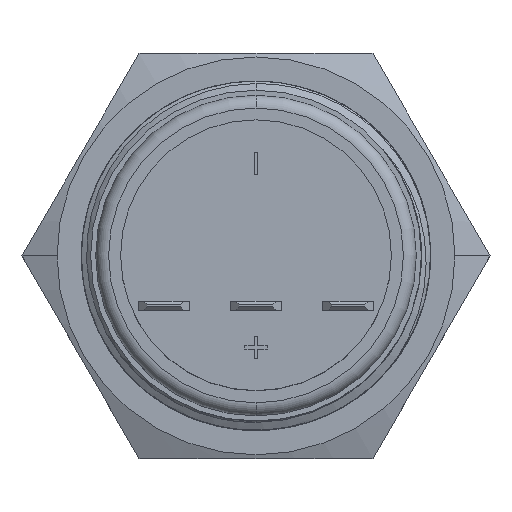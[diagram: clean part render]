
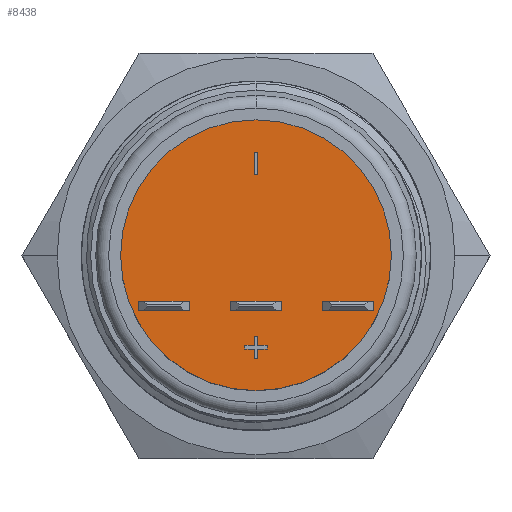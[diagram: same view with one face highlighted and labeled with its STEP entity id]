
A CAD part, top view. The second image highlights one B-rep face of the part: STEP entity #8438.
In plain terms, the highlighted planar face has unit normal (0, 0, 1).
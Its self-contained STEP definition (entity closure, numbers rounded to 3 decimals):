
#2=CARTESIAN_POINT('',(0.,0.,0.));
#3=DIRECTION('',(0.,0.,1.));
#4=DIRECTION('',(0.,1.,0.));
#5=AXIS2_PLACEMENT_3D('',#2,#3,#4);
#15=CARTESIAN_POINT('',(0.,0.,0.));
#16=DIRECTION('',(0.,0.,-1.));
#17=DIRECTION('',(0.,1.,0.));
#18=AXIS2_PLACEMENT_3D('',#15,#16,#17);
#4291=DIRECTION('',(0.,-1.,0.));
#4292=VECTOR('',#4291,1.2);
#4293=CARTESIAN_POINT('',(-0.1,5.6,0.));
#4294=LINE('',#4293,#4292);
#4295=DIRECTION('',(1.,0.,0.));
#4296=VECTOR('',#4295,0.2);
#4297=CARTESIAN_POINT('',(-0.1,4.4,0.));
#4298=LINE('',#4297,#4296);
#4299=DIRECTION('',(0.,1.,0.));
#4300=VECTOR('',#4299,1.2);
#4301=CARTESIAN_POINT('',(0.1,4.4,0.));
#4302=LINE('',#4301,#4300);
#4303=DIRECTION('',(-1.,0.,0.));
#4304=VECTOR('',#4303,0.2);
#4305=CARTESIAN_POINT('',(0.1,5.6,0.));
#4306=LINE('',#4305,#4304);
#4307=DIRECTION('',(0.,-1.,0.));
#4308=VECTOR('',#4307,0.5);
#4309=CARTESIAN_POINT('',(-0.1,-5.1,0.));
#4310=LINE('',#4309,#4308);
#4311=DIRECTION('',(1.,0.,0.));
#4312=VECTOR('',#4311,0.2);
#4313=CARTESIAN_POINT('',(-0.1,-5.6,0.));
#4314=LINE('',#4313,#4312);
#4315=DIRECTION('',(0.,1.,0.));
#4316=VECTOR('',#4315,0.5);
#4317=CARTESIAN_POINT('',(0.1,-5.6,0.));
#4318=LINE('',#4317,#4316);
#4319=DIRECTION('',(1.,0.,0.));
#4320=VECTOR('',#4319,0.5);
#4321=CARTESIAN_POINT('',(0.1,-5.1,0.));
#4322=LINE('',#4321,#4320);
#4323=DIRECTION('',(0.,1.,0.));
#4324=VECTOR('',#4323,0.2);
#4325=CARTESIAN_POINT('',(0.6,-5.1,0.));
#4326=LINE('',#4325,#4324);
#4327=DIRECTION('',(-1.,0.,0.));
#4328=VECTOR('',#4327,0.5);
#4329=CARTESIAN_POINT('',(0.6,-4.9,0.));
#4330=LINE('',#4329,#4328);
#4331=DIRECTION('',(0.,1.,0.));
#4332=VECTOR('',#4331,0.5);
#4333=CARTESIAN_POINT('',(0.1,-4.9,0.));
#4334=LINE('',#4333,#4332);
#4335=DIRECTION('',(-1.,0.,0.));
#4336=VECTOR('',#4335,0.2);
#4337=CARTESIAN_POINT('',(0.1,-4.4,0.));
#4338=LINE('',#4337,#4336);
#4339=DIRECTION('',(0.,-1.,0.));
#4340=VECTOR('',#4339,0.5);
#4341=CARTESIAN_POINT('',(-0.1,-4.4,0.));
#4342=LINE('',#4341,#4340);
#4343=DIRECTION('',(-1.,0.,0.));
#4344=VECTOR('',#4343,0.5);
#4345=CARTESIAN_POINT('',(-0.1,-4.9,0.));
#4346=LINE('',#4345,#4344);
#4347=DIRECTION('',(0.,-1.,0.));
#4348=VECTOR('',#4347,0.2);
#4349=CARTESIAN_POINT('',(-0.6,-4.9,0.));
#4350=LINE('',#4349,#4348);
#4351=DIRECTION('',(1.,0.,0.));
#4352=VECTOR('',#4351,0.5);
#4353=CARTESIAN_POINT('',(-0.6,-5.1,0.));
#4354=LINE('',#4353,#4352);
#4355=DIRECTION('',(1.,0.,0.));
#4356=VECTOR('',#4355,2.8);
#4357=CARTESIAN_POINT('',(-6.4,-3.,0.));
#4358=LINE('',#4357,#4356);
#4359=DIRECTION('',(0.,1.,0.));
#4360=VECTOR('',#4359,0.5);
#4361=CARTESIAN_POINT('',(-3.6,-3.,0.));
#4362=LINE('',#4361,#4360);
#4363=DIRECTION('',(-1.,0.,0.));
#4364=VECTOR('',#4363,2.8);
#4365=CARTESIAN_POINT('',(-3.6,-2.5,0.));
#4366=LINE('',#4365,#4364);
#4367=DIRECTION('',(0.,-1.,0.));
#4368=VECTOR('',#4367,0.5);
#4369=CARTESIAN_POINT('',(-6.4,-2.5,0.));
#4370=LINE('',#4369,#4368);
#4371=DIRECTION('',(0.,-1.,0.));
#4372=VECTOR('',#4371,0.5);
#4373=CARTESIAN_POINT('',(-1.4,-2.5,0.));
#4374=LINE('',#4373,#4372);
#4375=DIRECTION('',(1.,0.,0.));
#4376=VECTOR('',#4375,2.8);
#4377=CARTESIAN_POINT('',(-1.4,-3.,0.));
#4378=LINE('',#4377,#4376);
#4379=DIRECTION('',(0.,1.,0.));
#4380=VECTOR('',#4379,0.5);
#4381=CARTESIAN_POINT('',(1.4,-3.,0.));
#4382=LINE('',#4381,#4380);
#4383=DIRECTION('',(-1.,0.,0.));
#4384=VECTOR('',#4383,2.8);
#4385=CARTESIAN_POINT('',(1.4,-2.5,0.));
#4386=LINE('',#4385,#4384);
#4387=DIRECTION('',(0.,1.,0.));
#4388=VECTOR('',#4387,0.5);
#4389=CARTESIAN_POINT('',(6.4,-3.,0.));
#4390=LINE('',#4389,#4388);
#4391=DIRECTION('',(-1.,0.,0.));
#4392=VECTOR('',#4391,2.8);
#4393=CARTESIAN_POINT('',(6.4,-2.5,0.));
#4394=LINE('',#4393,#4392);
#4395=DIRECTION('',(0.,-1.,0.));
#4396=VECTOR('',#4395,0.5);
#4397=CARTESIAN_POINT('',(3.6,-2.5,0.));
#4398=LINE('',#4397,#4396);
#4399=DIRECTION('',(1.,0.,0.));
#4400=VECTOR('',#4399,2.8);
#4401=CARTESIAN_POINT('',(3.6,-3.,0.));
#4402=LINE('',#4401,#4400);
#4771=CARTESIAN_POINT('',(0.,7.35,0.));
#4773=VERTEX_POINT('',#4771);
#4775=CARTESIAN_POINT('',(0.,-7.35,0.));
#4777=VERTEX_POINT('',#4775);
#4877=CARTESIAN_POINT('',(-6.4,-3.,0.));
#4878=CARTESIAN_POINT('',(-3.6,-3.,0.));
#4879=VERTEX_POINT('',#4877);
#4880=VERTEX_POINT('',#4878);
#4881=CARTESIAN_POINT('',(-3.6,-2.5,0.));
#4882=VERTEX_POINT('',#4881);
#4883=CARTESIAN_POINT('',(-6.4,-2.5,0.));
#4884=VERTEX_POINT('',#4883);
#4885=CARTESIAN_POINT('',(-1.4,-2.5,0.));
#4886=CARTESIAN_POINT('',(-1.4,-3.,0.));
#4887=VERTEX_POINT('',#4885);
#4888=VERTEX_POINT('',#4886);
#4889=CARTESIAN_POINT('',(1.4,-3.,0.));
#4890=VERTEX_POINT('',#4889);
#4891=CARTESIAN_POINT('',(1.4,-2.5,0.));
#4892=VERTEX_POINT('',#4891);
#4893=CARTESIAN_POINT('',(6.4,-3.,0.));
#4894=CARTESIAN_POINT('',(6.4,-2.5,0.));
#4895=VERTEX_POINT('',#4893);
#4896=VERTEX_POINT('',#4894);
#4897=CARTESIAN_POINT('',(3.6,-2.5,0.));
#4898=VERTEX_POINT('',#4897);
#4899=CARTESIAN_POINT('',(3.6,-3.,0.));
#4900=VERTEX_POINT('',#4899);
#5005=CARTESIAN_POINT('',(-0.1,5.6,0.));
#5006=CARTESIAN_POINT('',(-0.1,4.4,0.));
#5007=VERTEX_POINT('',#5005);
#5008=VERTEX_POINT('',#5006);
#5009=CARTESIAN_POINT('',(0.1,4.4,0.));
#5010=VERTEX_POINT('',#5009);
#5011=CARTESIAN_POINT('',(0.1,5.6,0.));
#5012=VERTEX_POINT('',#5011);
#5013=CARTESIAN_POINT('',(-0.1,-5.1,0.));
#5014=CARTESIAN_POINT('',(-0.1,-5.6,0.));
#5015=VERTEX_POINT('',#5013);
#5016=VERTEX_POINT('',#5014);
#5017=CARTESIAN_POINT('',(0.1,-5.6,0.));
#5018=VERTEX_POINT('',#5017);
#5019=CARTESIAN_POINT('',(0.1,-5.1,0.));
#5020=VERTEX_POINT('',#5019);
#5021=CARTESIAN_POINT('',(0.6,-5.1,0.));
#5022=VERTEX_POINT('',#5021);
#5023=CARTESIAN_POINT('',(0.6,-4.9,0.));
#5024=VERTEX_POINT('',#5023);
#5025=CARTESIAN_POINT('',(0.1,-4.9,0.));
#5026=VERTEX_POINT('',#5025);
#5027=CARTESIAN_POINT('',(0.1,-4.4,0.));
#5028=VERTEX_POINT('',#5027);
#5029=CARTESIAN_POINT('',(-0.1,-4.4,0.));
#5030=VERTEX_POINT('',#5029);
#5031=CARTESIAN_POINT('',(-0.1,-4.9,0.));
#5032=VERTEX_POINT('',#5031);
#5033=CARTESIAN_POINT('',(-0.6,-4.9,0.));
#5034=VERTEX_POINT('',#5033);
#5035=CARTESIAN_POINT('',(-0.6,-5.1,0.));
#5036=VERTEX_POINT('',#5035);
#8363=CARTESIAN_POINT('',(0.,0.,0.));
#8364=DIRECTION('',(0.,0.,1.));
#8365=DIRECTION('',(0.,-1.,0.));
#8366=AXIS2_PLACEMENT_3D('',#8363,#8364,#8365);
#8367=PLANE('',#8366);
#8368=ORIENTED_EDGE('',*,*,#5106,.T.);
#8369=ORIENTED_EDGE('',*,*,#5088,.F.);
#8370=EDGE_LOOP('',(#8368,#8369));
#8371=FACE_OUTER_BOUND('',#8370,.F.);
#8373=ORIENTED_EDGE('',*,*,#8372,.T.);
#8375=ORIENTED_EDGE('',*,*,#8374,.T.);
#8377=ORIENTED_EDGE('',*,*,#8376,.T.);
#8379=ORIENTED_EDGE('',*,*,#8378,.T.);
#8380=EDGE_LOOP('',(#8373,#8375,#8377,#8379));
#8381=FACE_BOUND('',#8380,.F.);
#8383=ORIENTED_EDGE('',*,*,#8382,.T.);
#8385=ORIENTED_EDGE('',*,*,#8384,.T.);
#8387=ORIENTED_EDGE('',*,*,#8386,.T.);
#8389=ORIENTED_EDGE('',*,*,#8388,.T.);
#8391=ORIENTED_EDGE('',*,*,#8390,.T.);
#8393=ORIENTED_EDGE('',*,*,#8392,.T.);
#8395=ORIENTED_EDGE('',*,*,#8394,.T.);
#8397=ORIENTED_EDGE('',*,*,#8396,.T.);
#8399=ORIENTED_EDGE('',*,*,#8398,.T.);
#8401=ORIENTED_EDGE('',*,*,#8400,.T.);
#8403=ORIENTED_EDGE('',*,*,#8402,.T.);
#8405=ORIENTED_EDGE('',*,*,#8404,.T.);
#8406=EDGE_LOOP('',(#8383,#8385,#8387,#8389,#8391,#8393,#8395,#8397,#8399,#8401,
#8403,#8405));
#8407=FACE_BOUND('',#8406,.F.);
#8409=ORIENTED_EDGE('',*,*,#8408,.T.);
#8411=ORIENTED_EDGE('',*,*,#8410,.T.);
#8413=ORIENTED_EDGE('',*,*,#8412,.T.);
#8415=ORIENTED_EDGE('',*,*,#8414,.T.);
#8416=EDGE_LOOP('',(#8409,#8411,#8413,#8415));
#8417=FACE_BOUND('',#8416,.F.);
#8419=ORIENTED_EDGE('',*,*,#8418,.T.);
#8421=ORIENTED_EDGE('',*,*,#8420,.T.);
#8423=ORIENTED_EDGE('',*,*,#8422,.T.);
#8425=ORIENTED_EDGE('',*,*,#8424,.T.);
#8426=EDGE_LOOP('',(#8419,#8421,#8423,#8425));
#8427=FACE_BOUND('',#8426,.F.);
#8429=ORIENTED_EDGE('',*,*,#8428,.T.);
#8431=ORIENTED_EDGE('',*,*,#8430,.T.);
#8433=ORIENTED_EDGE('',*,*,#8432,.T.);
#8435=ORIENTED_EDGE('',*,*,#8434,.T.);
#8436=EDGE_LOOP('',(#8429,#8431,#8433,#8435));
#8437=FACE_BOUND('',#8436,.F.);
#6=CIRCLE('',#5,7.35);
#19=CIRCLE('',#18,7.35);
#5088=EDGE_CURVE('',#4773,#4777,#6,.T.);
#5106=EDGE_CURVE('',#4773,#4777,#19,.T.);
#8372=EDGE_CURVE('',#5007,#5008,#4294,.T.);
#8374=EDGE_CURVE('',#5008,#5010,#4298,.T.);
#8376=EDGE_CURVE('',#5010,#5012,#4302,.T.);
#8378=EDGE_CURVE('',#5012,#5007,#4306,.T.);
#8382=EDGE_CURVE('',#5015,#5016,#4310,.T.);
#8384=EDGE_CURVE('',#5016,#5018,#4314,.T.);
#8386=EDGE_CURVE('',#5018,#5020,#4318,.T.);
#8388=EDGE_CURVE('',#5020,#5022,#4322,.T.);
#8390=EDGE_CURVE('',#5022,#5024,#4326,.T.);
#8392=EDGE_CURVE('',#5024,#5026,#4330,.T.);
#8394=EDGE_CURVE('',#5026,#5028,#4334,.T.);
#8396=EDGE_CURVE('',#5028,#5030,#4338,.T.);
#8398=EDGE_CURVE('',#5030,#5032,#4342,.T.);
#8400=EDGE_CURVE('',#5032,#5034,#4346,.T.);
#8402=EDGE_CURVE('',#5034,#5036,#4350,.T.);
#8404=EDGE_CURVE('',#5036,#5015,#4354,.T.);
#8408=EDGE_CURVE('',#4879,#4880,#4358,.T.);
#8410=EDGE_CURVE('',#4880,#4882,#4362,.T.);
#8412=EDGE_CURVE('',#4882,#4884,#4366,.T.);
#8414=EDGE_CURVE('',#4884,#4879,#4370,.T.);
#8418=EDGE_CURVE('',#4887,#4888,#4374,.T.);
#8420=EDGE_CURVE('',#4888,#4890,#4378,.T.);
#8422=EDGE_CURVE('',#4890,#4892,#4382,.T.);
#8424=EDGE_CURVE('',#4892,#4887,#4386,.T.);
#8428=EDGE_CURVE('',#4895,#4896,#4390,.T.);
#8430=EDGE_CURVE('',#4896,#4898,#4394,.T.);
#8432=EDGE_CURVE('',#4898,#4900,#4398,.T.);
#8434=EDGE_CURVE('',#4900,#4895,#4402,.T.);
#8438=ADVANCED_FACE('',(#8371,#8381,#8407,#8417,#8427,#8437),#8367,.T.);
